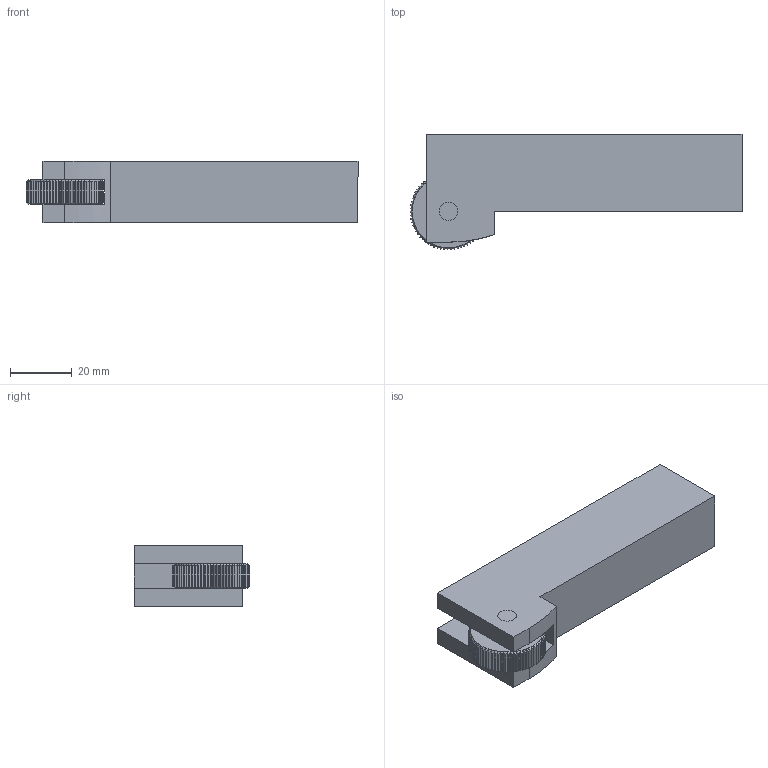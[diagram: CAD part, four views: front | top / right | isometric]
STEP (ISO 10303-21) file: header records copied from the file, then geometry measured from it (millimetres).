
FILE_DESCRIPTION(/* description */ (''),/* implementation_level */ '2;1');
FILE_NAME(/* name */ '32000404.stp',/* time_stamp */ '2021-12-16T11:41:49+01:00',/* author */ ('bueker'),/* organization */ (''),/* preprocessor_version */ 'ST-DEVELOPER v18.1',/* originating_system */ 'Autodesk Inventor 2022',/* authorisation */ '');
FILE_SCHEMA (('AUTOMOTIVE_DESIGN { 1 0 10303 214 3 1 1 }'));
Products named in the file (3): Step Austausch; 32000404; -
Assembly tree (2 placements, depth 2):
  Step Austausch
    32000404
    -
Bounding box: 107.5 x 37.5 x 20 mm (x, y, z)
Volume: 53369.1 mm3; surface area: 13913.2 mm2
Topology: 2 solids, 2 shells, 239 faces, 695 edges, 464 vertices
Faces by surface type: plane 159, cylinder 76, cone 4
Full cylindrical faces by diameter (mm): 6 x2
Entity records: 7808 total; most frequent: CARTESIAN_POINT 2025, ORIENTED_EDGE 1390, DIRECTION 1055, EDGE_CURVE 695, VERTEX_POINT 464, AXIS2_PLACEMENT_3D 402, LINE 251, VECTOR 251
